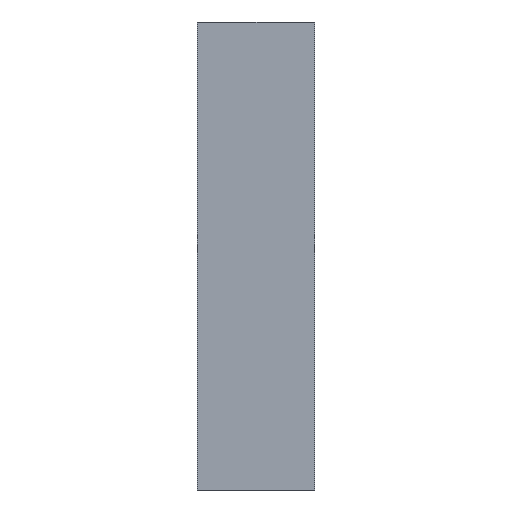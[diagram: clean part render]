
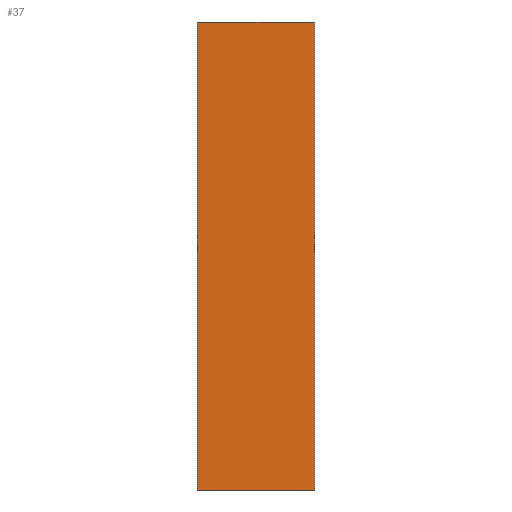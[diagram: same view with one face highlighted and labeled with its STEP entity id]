
A CAD part, left-side view. The second image highlights one B-rep face of the part: STEP entity #37.
In plain terms, the highlighted planar face has unit normal (-1, 0, 0).
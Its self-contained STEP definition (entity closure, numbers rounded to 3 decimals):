
#37=ADVANCED_FACE('',(#70),#71,.F.);
#70=FACE_OUTER_BOUND('',#96,.T.);
#71=PLANE('',#97);
#96=EDGE_LOOP('',(#131,#132,#133,#134));
#97=AXIS2_PLACEMENT_3D('',#135,#136,#137);
#131=ORIENTED_EDGE('',*,*,#169,.T.);
#132=ORIENTED_EDGE('',*,*,#163,.F.);
#133=ORIENTED_EDGE('',*,*,#166,.F.);
#134=ORIENTED_EDGE('',*,*,#158,.F.);
#135=CARTESIAN_POINT('',(-60.0,-2.5,0.0));
#136=DIRECTION('',(1.0,0.0,0.0));
#137=DIRECTION('',(0.0,0.0,-1.0));
#158=EDGE_CURVE('',#178,#180,#181,.T.);
#163=EDGE_CURVE('',#187,#189,#190,.T.);
#166=EDGE_CURVE('',#180,#187,#193,.T.);
#169=EDGE_CURVE('',#178,#189,#196,.T.);
#178=VERTEX_POINT('',#206);
#180=VERTEX_POINT('',#209);
#181=LINE('',#210,#211);
#187=VERTEX_POINT('',#219);
#189=VERTEX_POINT('',#222);
#190=LINE('',#223,#224);
#193=LINE('',#228,#229);
#196=LINE('',#233,#234);
#206=CARTESIAN_POINT('',(-60.0,0.0,10.0));
#209=CARTESIAN_POINT('',(-60.0,-5.0,10.0));
#210=CARTESIAN_POINT('',(-60.0,-2.5,10.0));
#211=VECTOR('',#242,1.0);
#219=CARTESIAN_POINT('',(-60.0,-5.0,-10.0));
#222=CARTESIAN_POINT('',(-60.0,0.0,-10.0));
#223=CARTESIAN_POINT('',(-60.0,-2.5,-10.0));
#224=VECTOR('',#246,1.0);
#228=CARTESIAN_POINT('',(-60.0,-5.0,0.0));
#229=VECTOR('',#248,1.0);
#233=CARTESIAN_POINT('',(-60.0,0.0,0.0));
#234=VECTOR('',#250,1.0);
#242=DIRECTION('',(0.0,-1.0,0.0));
#246=DIRECTION('',(0.0,1.0,0.0));
#248=DIRECTION('',(0.0,0.0,-1.0));
#250=DIRECTION('',(0.0,0.0,-1.0));
